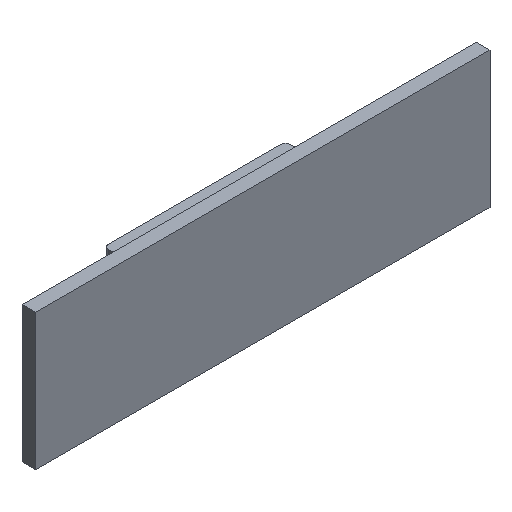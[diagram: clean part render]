
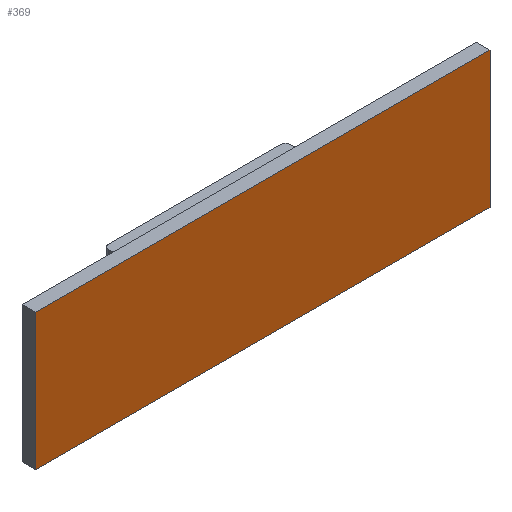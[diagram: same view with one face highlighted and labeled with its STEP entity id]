
A CAD part, isometric view. The second image highlights one B-rep face of the part: STEP entity #369.
In plain terms, the highlighted planar face has unit normal (0, -1, 0).
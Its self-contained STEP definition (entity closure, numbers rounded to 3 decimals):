
#40 = EDGE_CURVE ( 'NONE', #295, #569, #262, .T. ) ;
#51 = ORIENTED_EDGE ( 'NONE', *, *, #40, .F. ) ;
#56 = DIRECTION ( 'NONE',  ( 0., 0., -1. ) ) ;
#92 = CARTESIAN_POINT ( 'NONE',  ( 0., 0., 0. ) ) ;
#117 = DIRECTION ( 'NONE',  ( 1., 0., 0. ) ) ;
#123 = CARTESIAN_POINT ( 'NONE',  ( 100., 0., 0. ) ) ;
#146 = DIRECTION ( 'NONE',  ( 0., -1., 0. ) ) ;
#166 = AXIS2_PLACEMENT_3D ( 'NONE', #92, #146, #207 ) ;
#188 = PLANE ( 'NONE',  #166 ) ;
#207 = DIRECTION ( 'NONE',  ( 0., 0., -1. ) ) ;
#208 = VECTOR ( 'NONE', #537, 1000. ) ;
#227 = EDGE_CURVE ( 'NONE', #569, #734, #568, .T. ) ;
#229 = LINE ( 'NONE', #722, #610 ) ;
#236 = ORIENTED_EDGE ( 'NONE', *, *, #227, .F. ) ;
#257 = CARTESIAN_POINT ( 'NONE',  ( 0., 0., 0. ) ) ;
#262 = LINE ( 'NONE', #257, #208 ) ;
#293 = CARTESIAN_POINT ( 'NONE',  ( 0., 0., 0. ) ) ;
#295 = VERTEX_POINT ( 'NONE', #577 ) ;
#347 = CARTESIAN_POINT ( 'NONE',  ( 0., 0., 0. ) ) ;
#349 = CARTESIAN_POINT ( 'NONE',  ( 100., 0., 0. ) ) ;
#369 = ADVANCED_FACE ( 'NONE', ( #709 ), #188, .T. ) ;
#397 = EDGE_LOOP ( 'NONE', ( #51, #506, #608, #236 ) ) ;
#403 = LINE ( 'NONE', #349, #567 ) ;
#456 = VECTOR ( 'NONE', #117, 1000. ) ;
#506 = ORIENTED_EDGE ( 'NONE', *, *, #639, .F. ) ;
#537 = DIRECTION ( 'NONE',  ( 0., 0., 1. ) ) ;
#545 = EDGE_CURVE ( 'NONE', #734, #559, #403, .T. ) ;
#559 = VERTEX_POINT ( 'NONE', #618 ) ;
#567 = VECTOR ( 'NONE', #56, 1000. ) ;
#568 = LINE ( 'NONE', #347, #456 ) ;
#569 = VERTEX_POINT ( 'NONE', #293 ) ;
#577 = CARTESIAN_POINT ( 'NONE',  ( 0., 0., -30. ) ) ;
#608 = ORIENTED_EDGE ( 'NONE', *, *, #545, .F. ) ;
#610 = VECTOR ( 'NONE', #622, 1000. ) ;
#618 = CARTESIAN_POINT ( 'NONE',  ( 100., 0., -30. ) ) ;
#622 = DIRECTION ( 'NONE',  ( -1., 0., 0. ) ) ;
#639 = EDGE_CURVE ( 'NONE', #559, #295, #229, .T. ) ;
#709 = FACE_OUTER_BOUND ( 'NONE', #397, .T. ) ;
#722 = CARTESIAN_POINT ( 'NONE',  ( 0., 0., -30. ) ) ;
#734 = VERTEX_POINT ( 'NONE', #123 ) ;
